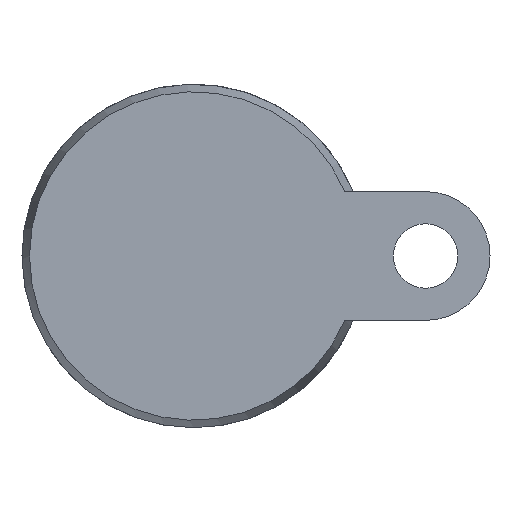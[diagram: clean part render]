
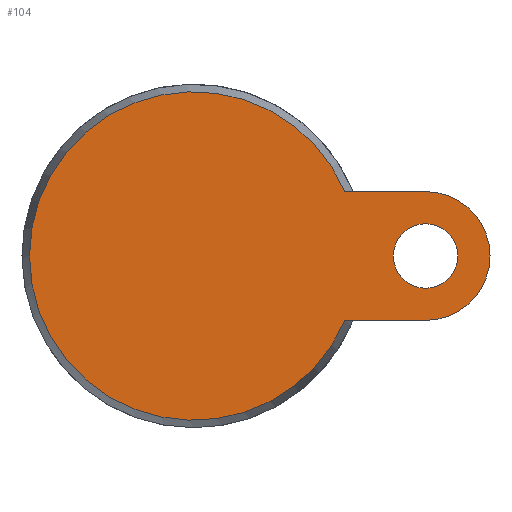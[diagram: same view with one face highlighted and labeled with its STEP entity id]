
A CAD part, front view. The second image highlights one B-rep face of the part: STEP entity #104.
In plain terms, the highlighted planar face has unit normal (0, -1, 0).
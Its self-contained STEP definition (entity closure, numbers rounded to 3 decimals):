
#104 = ADVANCED_FACE( '', ( #240, #241 ), #242, .F. );
#240 = FACE_BOUND( '', #413, .T. );
#241 = FACE_OUTER_BOUND( '', #414, .T. );
#242 = PLANE( '', #415 );
#413 = EDGE_LOOP( '', ( #676 ) );
#414 = EDGE_LOOP( '', ( #677, #678, #679, #680 ) );
#415 = AXIS2_PLACEMENT_3D( '', #681, #682, #683 );
#676 = ORIENTED_EDGE( '', *, *, #993, .T. );
#677 = ORIENTED_EDGE( '', *, *, #1017, .F. );
#678 = ORIENTED_EDGE( '', *, *, #1018, .T. );
#679 = ORIENTED_EDGE( '', *, *, #1019, .F. );
#680 = ORIENTED_EDGE( '', *, *, #963, .F. );
#681 = CARTESIAN_POINT( '', ( 38.25, 0., 0. ) );
#682 = DIRECTION( '', ( 0., 1., 0. ) );
#683 = DIRECTION( '', ( 0., 0., 1. ) );
#963 = EDGE_CURVE( '', #1116, #1117, #1118, .T. );
#993 = EDGE_CURVE( '', #1169, #1169, #1170, .T. );
#1017 = EDGE_CURVE( '', #1205, #1116, #1206, .T. );
#1018 = EDGE_CURVE( '', #1205, #1207, #1208, .T. );
#1019 = EDGE_CURVE( '', #1117, #1207, #1209, .T. );
#1116 = VERTEX_POINT( '', #1352 );
#1117 = VERTEX_POINT( '', #1353 );
#1118 = CIRCLE( '', #1354, 15. );
#1169 = VERTEX_POINT( '', #1438 );
#1170 = CIRCLE( '', #1439, 7.5 );
#1205 = VERTEX_POINT( '', #1496 );
#1206 = LINE( '', #1497, #1498 );
#1207 = VERTEX_POINT( '', #1499 );
#1208 = CIRCLE( '', #1500, 38.25 );
#1209 = LINE( '', #1501, #1502 );
#1352 = CARTESIAN_POINT( '', ( 54., 0., 15. ) );
#1353 = CARTESIAN_POINT( '', ( 54., 0., -15. ) );
#1354 = AXIS2_PLACEMENT_3D( '', #1710, #1711, #1712 );
#1438 = CARTESIAN_POINT( '', ( 61.5, 0., 0. ) );
#1439 = AXIS2_PLACEMENT_3D( '', #1749, #1750, #1751 );
#1496 = CARTESIAN_POINT( '', ( 35.186, 0., 15. ) );
#1497 = CARTESIAN_POINT( '', ( 0., 0., 15. ) );
#1498 = VECTOR( '', #1774, 1000. );
#1499 = CARTESIAN_POINT( '', ( 35.186, 0., -15. ) );
#1500 = AXIS2_PLACEMENT_3D( '', #1775, #1776, #1777 );
#1501 = CARTESIAN_POINT( '', ( 54., 0., -15. ) );
#1502 = VECTOR( '', #1778, 1000. );
#1710 = CARTESIAN_POINT( '', ( 54., 0., 0. ) );
#1711 = DIRECTION( '', ( 0., 1., 0. ) );
#1712 = DIRECTION( '', ( 1., 0., 0. ) );
#1749 = CARTESIAN_POINT( '', ( 54., 0., 0. ) );
#1750 = DIRECTION( '', ( 0., 1., 0. ) );
#1751 = DIRECTION( '', ( 1., 0., 0. ) );
#1774 = DIRECTION( '', ( 1., 0., 0. ) );
#1775 = CARTESIAN_POINT( '', ( 0., 0., 0. ) );
#1776 = DIRECTION( '', ( 0., -1., 0. ) );
#1777 = DIRECTION( '', ( 0., 0., -1. ) );
#1778 = DIRECTION( '', ( -1., 0., 0. ) );
